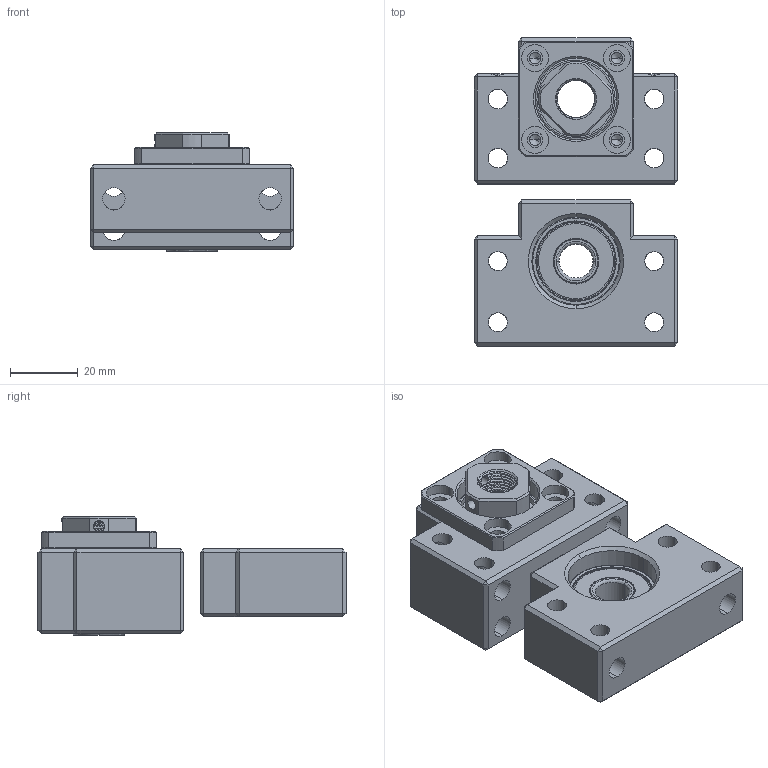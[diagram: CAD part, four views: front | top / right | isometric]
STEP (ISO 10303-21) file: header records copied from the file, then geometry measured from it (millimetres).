
FILE_DESCRIPTION (( 'STEP AP203' ), '1' );
FILE_NAME ('BK12 - BF12.STEP', '2021-08-18T17:52:55', ( '' ), ( '' ), 'SwSTEP 2.0', 'SolidWorks 2019', '' );
FILE_SCHEMA (( 'CONFIG_CONTROL_DESIGN' ));
Length unit declared in the file: millimetre
Products named in the file (3): BF12; BK12 - BF12; BK12
Assembly tree (2 placements, depth 2):
  BK12 - BF12
    BF12
    BK12
Bounding box: 60 x 90.72 x 35 mm (x, y, z)
Volume: 82012.4 mm3; surface area: 43477 mm2
Topology: 48 solids, 48 shells, 671 faces, 1697 edges, 980 vertices
Faces by surface type: bspline 231, cylinder 206, plane 161, cone 73
Entity records: 33064 total; most frequent: CARTESIAN_POINT 18454, ORIENTED_EDGE 3122, DIRECTION 2835, EDGE_CURVE 1561, AXIS2_PLACEMENT_3D 1170, VERTEX_POINT 980, EDGE_LOOP 761, CIRCLE 725
